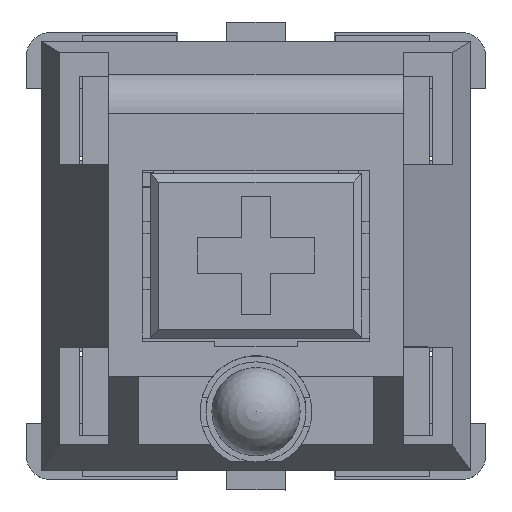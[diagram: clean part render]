
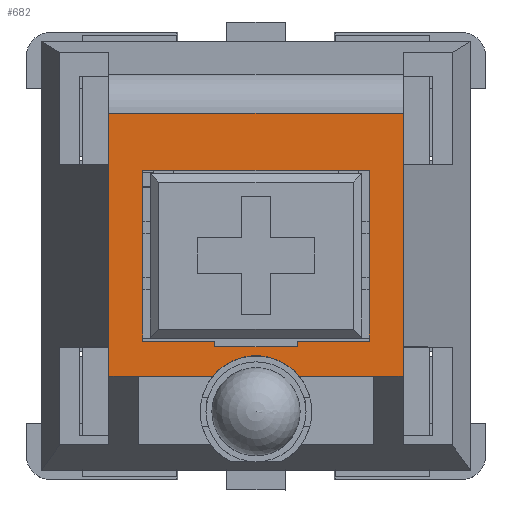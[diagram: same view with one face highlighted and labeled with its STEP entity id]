
A CAD part, top view. The second image highlights one B-rep face of the part: STEP entity #682.
In plain terms, the highlighted planar face has unit normal (0, 0, 1).
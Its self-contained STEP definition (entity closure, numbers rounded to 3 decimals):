
#186=FACE_BOUND('',#1952,.T.);
#241=CIRCLE('',#8722,1.9);
#682=ADVANCED_FACE('',(#186,#1486),#1083,.T.);
#1083=PLANE('',#8723);
#1486=FACE_OUTER_BOUND('',#1953,.T.);
#1952=EDGE_LOOP('',(#3511,#3512,#3513,#3514,#3515,#3516,#3517,#3518));
#1953=EDGE_LOOP('',(#3519,#3520,#3521,#3522,#3523,#3524,#3525,#3526,#3527,
#3528,#3529,#3530));
#3511=ORIENTED_EDGE('',*,*,#5862,.F.);
#3512=ORIENTED_EDGE('',*,*,#5863,.F.);
#3513=ORIENTED_EDGE('',*,*,#5864,.F.);
#3514=ORIENTED_EDGE('',*,*,#5865,.F.);
#3515=ORIENTED_EDGE('',*,*,#5866,.F.);
#3516=ORIENTED_EDGE('',*,*,#5867,.F.);
#3517=ORIENTED_EDGE('',*,*,#5868,.F.);
#3518=ORIENTED_EDGE('',*,*,#5869,.F.);
#3519=ORIENTED_EDGE('',*,*,#5870,.F.);
#3520=ORIENTED_EDGE('',*,*,#5871,.T.);
#3521=ORIENTED_EDGE('',*,*,#5872,.T.);
#3522=ORIENTED_EDGE('',*,*,#5873,.T.);
#3523=ORIENTED_EDGE('',*,*,#5874,.F.);
#3524=ORIENTED_EDGE('',*,*,#5875,.F.);
#3525=ORIENTED_EDGE('',*,*,#5876,.T.);
#3526=ORIENTED_EDGE('',*,*,#5877,.T.);
#3527=ORIENTED_EDGE('',*,*,#5878,.T.);
#3528=ORIENTED_EDGE('',*,*,#5879,.F.);
#3529=ORIENTED_EDGE('',*,*,#5880,.T.);
#3530=ORIENTED_EDGE('',*,*,#5860,.T.);
#4888=VERTEX_POINT('',#12415);
#4889=VERTEX_POINT('',#12417);
#4890=VERTEX_POINT('',#12421);
#4891=VERTEX_POINT('',#12422);
#4892=VERTEX_POINT('',#12424);
#4893=VERTEX_POINT('',#12426);
#4894=VERTEX_POINT('',#12428);
#4895=VERTEX_POINT('',#12430);
#4896=VERTEX_POINT('',#12432);
#4897=VERTEX_POINT('',#12434);
#4898=VERTEX_POINT('',#12437);
#4899=VERTEX_POINT('',#12439);
#4900=VERTEX_POINT('',#12441);
#4901=VERTEX_POINT('',#12443);
#4902=VERTEX_POINT('',#12445);
#4903=VERTEX_POINT('',#12447);
#4904=VERTEX_POINT('',#12449);
#4905=VERTEX_POINT('',#12451);
#4906=VERTEX_POINT('',#12453);
#4907=VERTEX_POINT('',#12455);
#5860=EDGE_CURVE('',#4889,#4888,#6946,.T.);
#5862=EDGE_CURVE('',#4890,#4891,#6948,.T.);
#5863=EDGE_CURVE('',#4892,#4890,#6949,.T.);
#5864=EDGE_CURVE('',#4893,#4892,#6950,.T.);
#5865=EDGE_CURVE('',#4894,#4893,#6951,.T.);
#5866=EDGE_CURVE('',#4895,#4894,#6952,.T.);
#5867=EDGE_CURVE('',#4896,#4895,#6953,.T.);
#5868=EDGE_CURVE('',#4897,#4896,#6954,.T.);
#5869=EDGE_CURVE('',#4891,#4897,#6955,.T.);
#5870=EDGE_CURVE('',#4898,#4888,#241,.T.);
#5871=EDGE_CURVE('',#4898,#4899,#6956,.T.);
#5872=EDGE_CURVE('',#4899,#4900,#6957,.T.);
#5873=EDGE_CURVE('',#4900,#4901,#6958,.T.);
#5874=EDGE_CURVE('',#4902,#4901,#6959,.T.);
#5875=EDGE_CURVE('',#4903,#4902,#6960,.T.);
#5876=EDGE_CURVE('',#4903,#4904,#6961,.T.);
#5877=EDGE_CURVE('',#4904,#4905,#6962,.T.);
#5878=EDGE_CURVE('',#4905,#4906,#6963,.T.);
#5879=EDGE_CURVE('',#4907,#4906,#6964,.T.);
#5880=EDGE_CURVE('',#4907,#4889,#6965,.T.);
#6946=LINE('',#12416,#8020);
#6948=LINE('',#12420,#8022);
#6949=LINE('',#12423,#8023);
#6950=LINE('',#12425,#8024);
#6951=LINE('',#12427,#8025);
#6952=LINE('',#12429,#8026);
#6953=LINE('',#12431,#8027);
#6954=LINE('',#12433,#8028);
#6955=LINE('',#12435,#8029);
#6956=LINE('',#12438,#8030);
#6957=LINE('',#12440,#8031);
#6958=LINE('',#12442,#8032);
#6959=LINE('',#12444,#8033);
#6960=LINE('',#12446,#8034);
#6961=LINE('',#12448,#8035);
#6962=LINE('',#12450,#8036);
#6963=LINE('',#12452,#8037);
#6964=LINE('',#12454,#8038);
#6965=LINE('',#12456,#8039);
#8020=VECTOR('',#10180,1.);
#8022=VECTOR('',#10184,1.);
#8023=VECTOR('',#10185,1.);
#8024=VECTOR('',#10186,1.);
#8025=VECTOR('',#10187,1.);
#8026=VECTOR('',#10188,1.);
#8027=VECTOR('',#10189,1.);
#8028=VECTOR('',#10190,1.);
#8029=VECTOR('',#10191,1.);
#8030=VECTOR('',#10194,1.);
#8031=VECTOR('',#10195,1.);
#8032=VECTOR('',#10196,1.);
#8033=VECTOR('',#10197,1.);
#8034=VECTOR('',#10198,1.);
#8035=VECTOR('',#10199,1.);
#8036=VECTOR('',#10200,1.);
#8037=VECTOR('',#10201,1.);
#8038=VECTOR('',#10202,1.);
#8039=VECTOR('',#10203,1.);
#8722=AXIS2_PLACEMENT_3D('',#12436,#10192,#10193);
#8723=AXIS2_PLACEMENT_3D('',#12457,#10204,#10205);
#10180=DIRECTION('',(1.,0.,0.));
#10184=DIRECTION('',(1.,0.,0.));
#10185=DIRECTION('',(0.,-1.,0.));
#10186=DIRECTION('',(-1.,0.,0.));
#10187=DIRECTION('',(0.,1.,0.));
#10188=DIRECTION('',(1.,0.,0.));
#10189=DIRECTION('',(0.,1.,0.));
#10190=DIRECTION('',(1.,0.,0.));
#10191=DIRECTION('',(0.,-1.,0.));
#10192=DIRECTION('',(0.,0.,1.));
#10193=DIRECTION('',(0.,1.,0.));
#10194=DIRECTION('',(1.,0.,0.));
#10195=DIRECTION('',(1.,0.,0.));
#10196=DIRECTION('',(0.,1.,0.));
#10197=DIRECTION('',(0.,-1.,0.));
#10198=DIRECTION('',(0.,-1.,0.));
#10199=DIRECTION('',(-1.,0.,0.));
#10200=DIRECTION('',(0.,-1.,0.));
#10201=DIRECTION('',(0.,-1.,0.));
#10202=DIRECTION('',(0.,1.,0.));
#10203=DIRECTION('',(1.,0.,0.));
#10204=DIRECTION('',(0.,0.,1.));
#10205=DIRECTION('',(1.,0.,0.));
#12415=CARTESIAN_POINT('',(-1.473,-4.1,10.9));
#12416=CARTESIAN_POINT('',(5.,-4.1,10.9));
#12417=CARTESIAN_POINT('',(-4.,-4.1,10.9));
#12420=CARTESIAN_POINT('',(5.,-2.9,10.9));
#12421=CARTESIAN_POINT('',(-3.85,-2.9,10.9));
#12422=CARTESIAN_POINT('',(-1.4,-2.9,10.9));
#12423=CARTESIAN_POINT('',(-3.85,-3.1,10.9));
#12424=CARTESIAN_POINT('',(-3.85,2.9,10.9));
#12425=CARTESIAN_POINT('',(5.,2.9,10.9));
#12426=CARTESIAN_POINT('',(3.85,2.9,10.9));
#12427=CARTESIAN_POINT('',(3.85,-3.1,10.9));
#12428=CARTESIAN_POINT('',(3.85,-2.9,10.9));
#12429=CARTESIAN_POINT('',(5.,-2.9,10.9));
#12430=CARTESIAN_POINT('',(1.4,-2.9,10.9));
#12431=CARTESIAN_POINT('',(1.4,-3.1,10.9));
#12432=CARTESIAN_POINT('',(1.4,-3.1,10.9));
#12433=CARTESIAN_POINT('',(5.,-3.1,10.9));
#12434=CARTESIAN_POINT('',(-1.4,-3.1,10.9));
#12435=CARTESIAN_POINT('',(-1.4,-3.1,10.9));
#12436=CARTESIAN_POINT('',(0.,-5.3,10.9));
#12437=CARTESIAN_POINT('',(1.473,-4.1,10.9));
#12438=CARTESIAN_POINT('',(5.,-4.1,10.9));
#12439=CARTESIAN_POINT('',(4.,-4.1,10.9));
#12440=CARTESIAN_POINT('',(5.,-4.1,10.9));
#12441=CARTESIAN_POINT('',(5.,-4.1,10.9));
#12442=CARTESIAN_POINT('',(5.,6.916,10.9));
#12443=CARTESIAN_POINT('',(5.,-3.1,10.9));
#12444=CARTESIAN_POINT('',(5.,-3.1,10.9));
#12445=CARTESIAN_POINT('',(5.,3.1,10.9));
#12446=CARTESIAN_POINT('',(5.,-3.1,10.9));
#12447=CARTESIAN_POINT('',(5.,4.849,10.9));
#12448=CARTESIAN_POINT('',(5.,4.849,10.9));
#12449=CARTESIAN_POINT('',(-5.,4.849,10.9));
#12450=CARTESIAN_POINT('',(-5.,-3.1,10.9));
#12451=CARTESIAN_POINT('',(-5.,3.1,10.9));
#12452=CARTESIAN_POINT('',(-5.,-3.1,10.9));
#12453=CARTESIAN_POINT('',(-5.,-3.1,10.9));
#12454=CARTESIAN_POINT('',(-5.,6.916,10.9));
#12455=CARTESIAN_POINT('',(-5.,-4.1,10.9));
#12456=CARTESIAN_POINT('',(5.,-4.1,10.9));
#12457=CARTESIAN_POINT('',(5.,-3.1,10.9));
